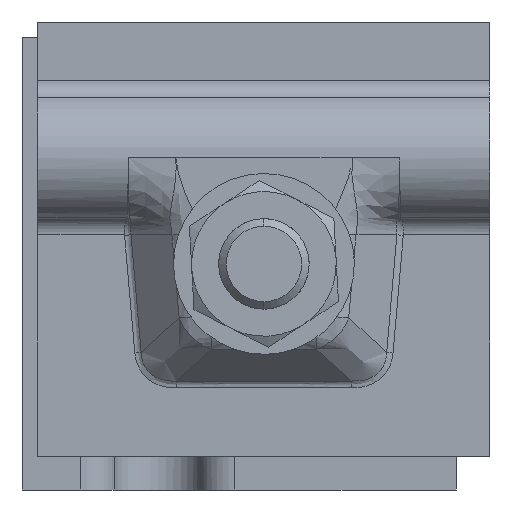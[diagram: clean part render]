
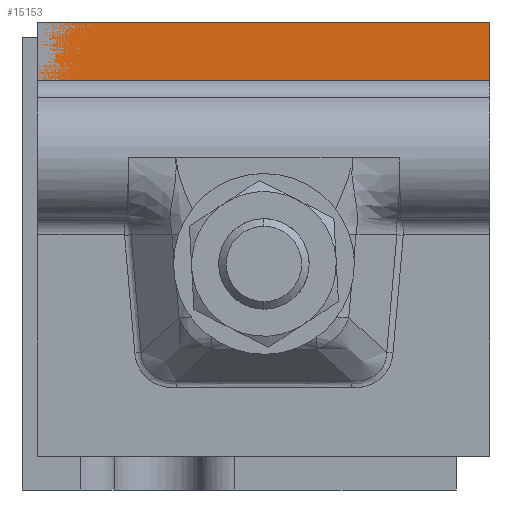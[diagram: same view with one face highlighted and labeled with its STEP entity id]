
A CAD part, front view. The second image highlights one B-rep face of the part: STEP entity #15153.
In plain terms, the highlighted face is planar.
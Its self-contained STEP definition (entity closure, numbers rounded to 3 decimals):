
#705 = VERTEX_POINT ( 'NONE', #4679 ) ;
#716 = DIRECTION ( 'NONE',  ( -1., 0., 0. ) ) ;
#2476 = CARTESIAN_POINT ( 'NONE',  ( 0., 2., 0. ) ) ;
#4679 = CARTESIAN_POINT ( 'NONE',  ( 6.456, 2., 0. ) ) ;
#5001 = VECTOR ( 'NONE', #18420, 1000. ) ;
#6254 = LINE ( 'NONE', #11615, #5001 ) ;
#6835 = VECTOR ( 'NONE', #20906, 1000. ) ;
#8868 = VERTEX_POINT ( 'NONE', #18191 ) ;
#9174 = CARTESIAN_POINT ( 'NONE',  ( 6.456, 2., -50. ) ) ;
#9798 = ORIENTED_EDGE ( 'NONE', *, *, #13236, .T. ) ;
#9861 = EDGE_CURVE ( 'NONE', #17875, #705, #10149, .T. ) ;
#10149 = LINE ( 'NONE', #23151, #6835 ) ;
#10798 = EDGE_LOOP ( 'NONE', ( #20546, #20015, #9798, #14239 ) ) ;
#11553 = EDGE_CURVE ( 'NONE', #8868, #19011, #6254, .T. ) ;
#11615 = CARTESIAN_POINT ( 'NONE',  ( 0., 2., -50. ) ) ;
#11914 = DIRECTION ( 'NONE',  ( 0., 0., 1. ) ) ;
#13214 = PLANE ( 'NONE',  #13940 ) ;
#13236 = EDGE_CURVE ( 'NONE', #17875, #8868, #14033, .T. ) ;
#13940 = AXIS2_PLACEMENT_3D ( 'NONE', #18822, #20795, #11914 ) ;
#14033 = LINE ( 'NONE', #22928, #21456 ) ;
#14239 = ORIENTED_EDGE ( 'NONE', *, *, #11553, .T. ) ;
#14575 = EDGE_CURVE ( 'NONE', #705, #19011, #18510, .T. ) ;
#15153 = ADVANCED_FACE ( 'NONE', ( #22332 ), #13214, .T. ) ;
#15552 = DIRECTION ( 'NONE',  ( -1., 0., 0. ) ) ;
#17728 = VECTOR ( 'NONE', #716, 1000. ) ;
#17875 = VERTEX_POINT ( 'NONE', #9174 ) ;
#18191 = CARTESIAN_POINT ( 'NONE',  ( 0., 2., -50. ) ) ;
#18420 = DIRECTION ( 'NONE',  ( 0., 0., 1. ) ) ;
#18510 = LINE ( 'NONE', #2476, #17728 ) ;
#18822 = CARTESIAN_POINT ( 'NONE',  ( 0., 2., -50. ) ) ;
#19011 = VERTEX_POINT ( 'NONE', #21274 ) ;
#20015 = ORIENTED_EDGE ( 'NONE', *, *, #9861, .F. ) ;
#20546 = ORIENTED_EDGE ( 'NONE', *, *, #14575, .F. ) ;
#20795 = DIRECTION ( 'NONE',  ( 0., 1., 0. ) ) ;
#20906 = DIRECTION ( 'NONE',  ( 0., 0., 1. ) ) ;
#21274 = CARTESIAN_POINT ( 'NONE',  ( 0., 2., 0. ) ) ;
#21456 = VECTOR ( 'NONE', #15552, 1000. ) ;
#22332 = FACE_OUTER_BOUND ( 'NONE', #10798, .T. ) ;
#22928 = CARTESIAN_POINT ( 'NONE',  ( 0., 2., -50. ) ) ;
#23151 = CARTESIAN_POINT ( 'NONE',  ( 6.456, 2., -50. ) ) ;
